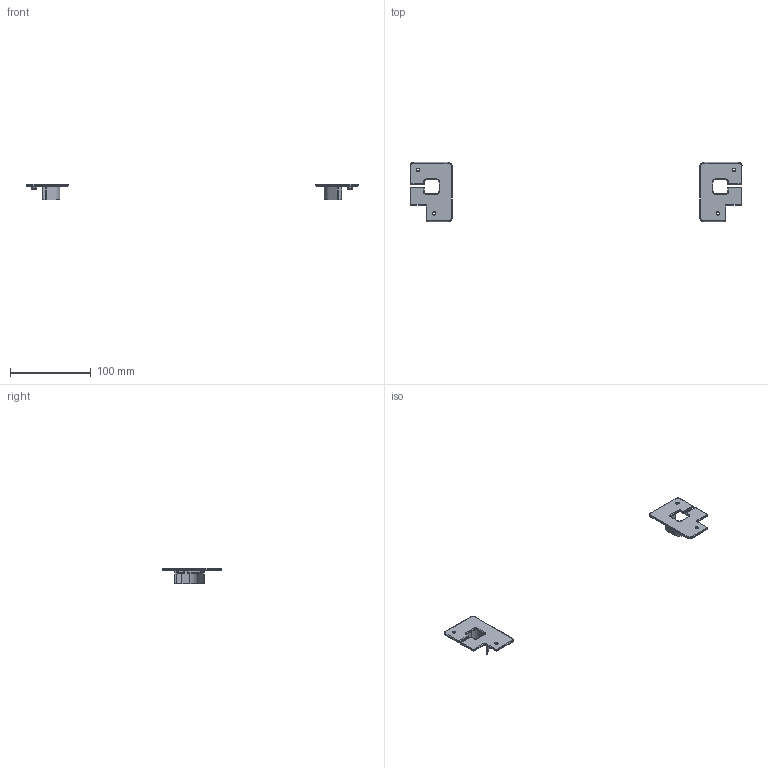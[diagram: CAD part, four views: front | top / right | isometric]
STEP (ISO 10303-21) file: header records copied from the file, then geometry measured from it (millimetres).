
FILE_DESCRIPTION(/* description */ (''),/* implementation_level */ '2;1');
FILE_NAME(/* name */ 'Z-belt-cover-non-reflectix.step',/* time_stamp */ '2021-08-25T06:02:17-06:00',/* author */ (''),/* organization */ (''),/* preprocessor_version */ 'ST-DEVELOPER v18.1',/* originating_system */ 'Autodesk Translation Framework v10.9.0.1377',/* authorisation */ '');
FILE_SCHEMA (('AUTOMOTIVE_DESIGN { 1 0 10303 214 3 1 1 }'));
Length unit declared in the file: millimetre
Products named in the file (1): Z-belt-cover-non-reflectix
Bounding box: 410.28 x 73 x 19.6 mm (x, y, z)
Volume: 19997.9 mm3; surface area: 17992.4 mm2
Topology: 2 solids, 2 shells, 336 faces, 760 edges, 426 vertices
Faces by surface type: cylinder 158, torus 72, plane 70, sphere 20, bspline 12, cone 4
Full cylindrical faces by diameter (mm): 3.4 x4
Entity records: 9481 total; most frequent: DIRECTION 1824, CARTESIAN_POINT 1723, ORIENTED_EDGE 1512, EDGE_CURVE 756, AXIS2_PLACEMENT_3D 743, VERTEX_POINT 426, CIRCLE 406, EDGE_LOOP 346
